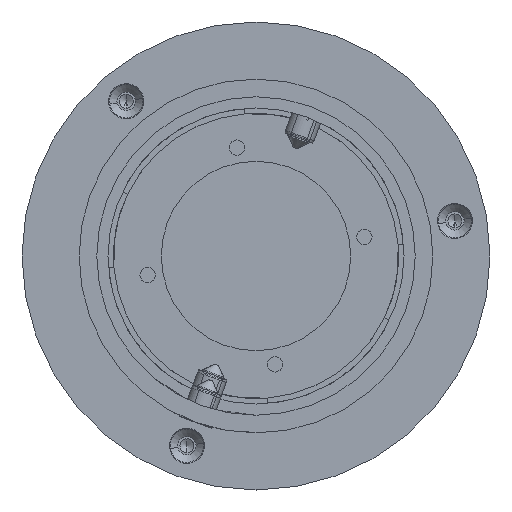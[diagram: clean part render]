
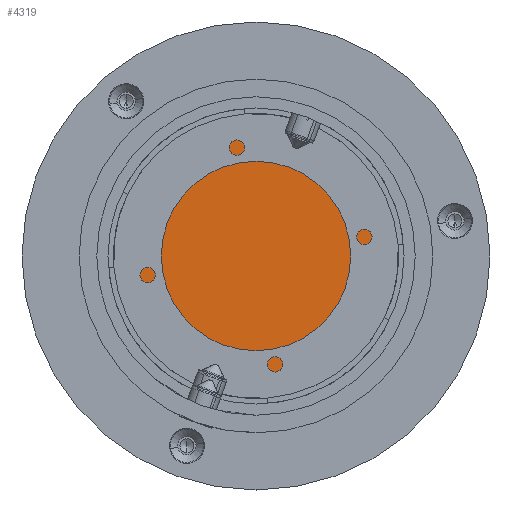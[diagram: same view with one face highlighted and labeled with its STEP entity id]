
A CAD part, front view. The second image highlights one B-rep face of the part: STEP entity #4319.
In plain terms, the highlighted planar face has unit normal (0, -1, 0).
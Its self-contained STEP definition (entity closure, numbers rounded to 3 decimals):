
#12 = ORIENTED_EDGE ( 'NONE', *, *, #1092, .T. ) ;
#36 = DIRECTION ( 'NONE',  ( 0., 1., 0. ) ) ;
#37 = EDGE_CURVE ( 'NONE', #6045, #9984, #8409, .T. ) ;
#115 = CARTESIAN_POINT ( 'NONE',  ( 10.526, 838.908, -0.436 ) ) ;
#450 = EDGE_CURVE ( 'NONE', #725, #1864, #2538, .T. ) ;
#725 = VERTEX_POINT ( 'NONE', #5530 ) ;
#871 = DIRECTION ( 'NONE',  ( 0., 1., 0. ) ) ;
#951 = DIRECTION ( 'NONE',  ( 0.985, 0., 0.174 ) ) ;
#1003 = CARTESIAN_POINT ( 'NONE',  ( -36.076, 838.908, 55.103 ) ) ;
#1078 = ORIENTED_EDGE ( 'NONE', *, *, #7679, .T. ) ;
#1092 = EDGE_CURVE ( 'NONE', #6966, #5526, #9383, .T. ) ;
#1200 = EDGE_CURVE ( 'NONE', #1344, #2286, #5948, .T. ) ;
#1344 = VERTEX_POINT ( 'NONE', #5926 ) ;
#1427 = ORIENTED_EDGE ( 'NONE', *, *, #7360, .T. ) ;
#1462 = FACE_OUTER_BOUND ( 'NONE', #8341, .T. ) ;
#1521 = DIRECTION ( 'NONE',  ( 0., 1., 0. ) ) ;
#1864 = VERTEX_POINT ( 'NONE', #5367 ) ;
#2135 = AXIS2_PLACEMENT_3D ( 'NONE', #5098, #2732, #5210 ) ;
#2286 = VERTEX_POINT ( 'NONE', #2343 ) ;
#2331 = CARTESIAN_POINT ( 'NONE',  ( 10.526, 838.908, -0.436 ) ) ;
#2343 = CARTESIAN_POINT ( 'NONE',  ( -72.198, 838.908, -15.022 ) ) ;
#2538 = CIRCLE ( 'NONE', #8047, 3. ) ;
#2551 = DIRECTION ( 'NONE',  ( 0.985, 0., 0.174 ) ) ;
#2732 = DIRECTION ( 'NONE',  ( 0., 1., 0. ) ) ;
#2989 = CIRCLE ( 'NONE', #5051, 84. ) ;
#3012 = DIRECTION ( 'NONE',  ( 0., 1., 0. ) ) ;
#3062 = FACE_BOUND ( 'NONE', #7954, .T. ) ;
#3731 = ORIENTED_EDGE ( 'NONE', *, *, #1200, .F. ) ;
#3875 = EDGE_LOOP ( 'NONE', ( #4464, #10104 ) ) ;
#4086 = DIRECTION ( 'NONE',  ( 0.985, 0., 0.174 ) ) ;
#4155 = AXIS2_PLACEMENT_3D ( 'NONE', #4158, #8161, #2551 ) ;
#4158 = CARTESIAN_POINT ( 'NONE',  ( 81.925, 838.908, 12.154 ) ) ;
#4319 = ADVANCED_FACE ( 'NONE', ( #3062, #9574, #8018, #1462 ), #10501, .F. ) ;
#4464 = ORIENTED_EDGE ( 'NONE', *, *, #10066, .T. ) ;
#4881 = CARTESIAN_POINT ( 'NONE',  ( -14.27, 838.908, -68.563 ) ) ;
#5034 = DIRECTION ( 'NONE',  ( 0.985, 0., 0.174 ) ) ;
#5042 = CIRCLE ( 'NONE', #2135, 3. ) ;
#5051 = AXIS2_PLACEMENT_3D ( 'NONE', #2331, #5602, #8900 ) ;
#5098 = CARTESIAN_POINT ( 'NONE',  ( -36.076, 838.908, 55.103 ) ) ;
#5210 = DIRECTION ( 'NONE',  ( 0.985, 0., 0.174 ) ) ;
#5211 = CARTESIAN_POINT ( 'NONE',  ( -39.03, 838.908, 54.582 ) ) ;
#5315 = AXIS2_PLACEMENT_3D ( 'NONE', #7315, #3012, #8776 ) ;
#5367 = CARTESIAN_POINT ( 'NONE',  ( -11.316, 838.908, -68.042 ) ) ;
#5526 = VERTEX_POINT ( 'NONE', #10344 ) ;
#5530 = CARTESIAN_POINT ( 'NONE',  ( -17.225, 838.908, -69.084 ) ) ;
#5602 = DIRECTION ( 'NONE',  ( 0., 1., 0. ) ) ;
#5926 = CARTESIAN_POINT ( 'NONE',  ( 93.25, 838.908, 14.151 ) ) ;
#5948 = CIRCLE ( 'NONE', #9550, 84. ) ;
#6045 = VERTEX_POINT ( 'NONE', #5211 ) ;
#6494 = CARTESIAN_POINT ( 'NONE',  ( -33.121, 838.908, 55.624 ) ) ;
#6887 = DIRECTION ( 'NONE',  ( 0.985, 0., 0.174 ) ) ;
#6966 = VERTEX_POINT ( 'NONE', #8396 ) ;
#7315 = CARTESIAN_POINT ( 'NONE',  ( 10.526, 838.908, -0.436 ) ) ;
#7360 = EDGE_CURVE ( 'NONE', #1864, #725, #8635, .T. ) ;
#7596 = CIRCLE ( 'NONE', #4155, 3. ) ;
#7679 = EDGE_CURVE ( 'NONE', #5526, #6966, #7596, .T. ) ;
#7954 = EDGE_LOOP ( 'NONE', ( #1427, #8445 ) ) ;
#8018 = FACE_BOUND ( 'NONE', #3875, .T. ) ;
#8047 = AXIS2_PLACEMENT_3D ( 'NONE', #8767, #10382, #6887 ) ;
#8057 = AXIS2_PLACEMENT_3D ( 'NONE', #1003, #36, #5034 ) ;
#8161 = DIRECTION ( 'NONE',  ( 0., 1., 0. ) ) ;
#8188 = AXIS2_PLACEMENT_3D ( 'NONE', #8243, #871, #4086 ) ;
#8204 = EDGE_LOOP ( 'NONE', ( #12, #1078 ) ) ;
#8243 = CARTESIAN_POINT ( 'NONE',  ( 81.925, 838.908, 12.154 ) ) ;
#8287 = AXIS2_PLACEMENT_3D ( 'NONE', #4881, #10644, #951 ) ;
#8341 = EDGE_LOOP ( 'NONE', ( #3731, #9355 ) ) ;
#8396 = CARTESIAN_POINT ( 'NONE',  ( 84.879, 838.908, 12.675 ) ) ;
#8409 = CIRCLE ( 'NONE', #8057, 3. ) ;
#8445 = ORIENTED_EDGE ( 'NONE', *, *, #450, .T. ) ;
#8635 = CIRCLE ( 'NONE', #8287, 3. ) ;
#8767 = CARTESIAN_POINT ( 'NONE',  ( -14.27, 838.908, -68.563 ) ) ;
#8776 = DIRECTION ( 'NONE',  ( 0., 0., -1. ) ) ;
#8900 = DIRECTION ( 'NONE',  ( 0.985, 0., 0.174 ) ) ;
#9318 = DIRECTION ( 'NONE',  ( 0.985, 0., 0.174 ) ) ;
#9355 = ORIENTED_EDGE ( 'NONE', *, *, #10646, .F. ) ;
#9383 = CIRCLE ( 'NONE', #8188, 3. ) ;
#9550 = AXIS2_PLACEMENT_3D ( 'NONE', #115, #1521, #9318 ) ;
#9574 = FACE_BOUND ( 'NONE', #8204, .T. ) ;
#9984 = VERTEX_POINT ( 'NONE', #6494 ) ;
#10066 = EDGE_CURVE ( 'NONE', #9984, #6045, #5042, .T. ) ;
#10104 = ORIENTED_EDGE ( 'NONE', *, *, #37, .T. ) ;
#10344 = CARTESIAN_POINT ( 'NONE',  ( 78.97, 838.908, 11.633 ) ) ;
#10382 = DIRECTION ( 'NONE',  ( 0., 1., 0. ) ) ;
#10501 = PLANE ( 'NONE',  #5315 ) ;
#10644 = DIRECTION ( 'NONE',  ( 0., 1., 0. ) ) ;
#10646 = EDGE_CURVE ( 'NONE', #2286, #1344, #2989, .T. ) ;
